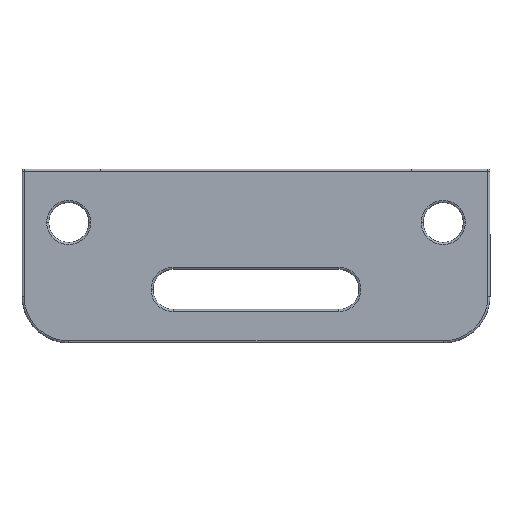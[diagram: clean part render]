
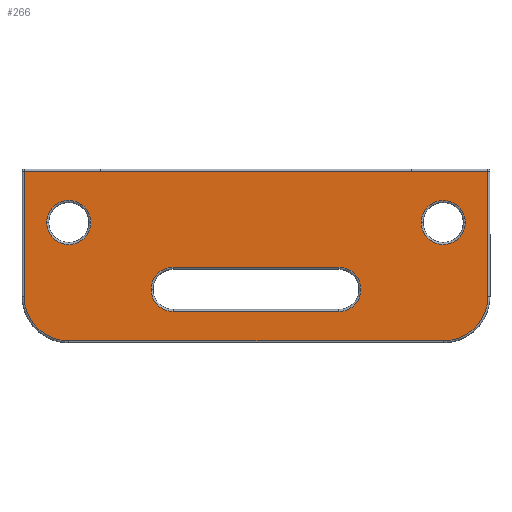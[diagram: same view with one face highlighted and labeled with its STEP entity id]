
A CAD part, top view. The second image highlights one B-rep face of the part: STEP entity #266.
In plain terms, the highlighted planar face has unit normal (0, 0, 1).
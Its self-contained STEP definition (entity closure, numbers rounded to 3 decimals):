
#10 = CARTESIAN_POINT ( 'NONE',  ( -17.35, 8.493, 5. ) ) ;
#12 = EDGE_CURVE ( 'NONE', #187, #760, #322, .T. ) ;
#50 = EDGE_CURVE ( 'NONE', #1550, #310, #1645, .T. ) ;
#55 = DIRECTION ( 'NONE',  ( -1., 0., 0. ) ) ;
#63 = EDGE_CURVE ( 'NONE', #1668, #1311, #117, .T. ) ;
#68 = ORIENTED_EDGE ( 'NONE', *, *, #402, .T. ) ;
#72 = EDGE_CURVE ( 'NONE', #256, #612, #533, .T. ) ;
#79 = LINE ( 'NONE', #581, #1448 ) ;
#85 = AXIS2_PLACEMENT_3D ( 'NONE', #1032, #766, #255 ) ;
#96 = EDGE_CURVE ( 'NONE', #1655, #1229, #496, .T. ) ;
#100 = CIRCLE ( 'NONE', #85, 1.65 ) ;
#105 = EDGE_CURVE ( 'NONE', #612, #256, #799, .T. ) ;
#117 = CIRCLE ( 'NONE', #1006, 1.65 ) ;
#130 = AXIS2_PLACEMENT_3D ( 'NONE', #961, #690, #705 ) ;
#132 = CARTESIAN_POINT ( 'NONE',  ( -12.35, -10., 5. ) ) ;
#141 = ORIENTED_EDGE ( 'NONE', *, *, #1502, .T. ) ;
#145 = EDGE_CURVE ( 'NONE', #310, #1550, #556, .T. ) ;
#154 = VECTOR ( 'NONE', #452, 1000. ) ;
#175 = CIRCLE ( 'NONE', #805, 1.65 ) ;
#187 = VERTEX_POINT ( 'NONE', #363 ) ;
#198 = VERTEX_POINT ( 'NONE', #486 ) ;
#207 = DIRECTION ( 'NONE',  ( -1., 0., 0. ) ) ;
#213 = DIRECTION ( 'NONE',  ( 1., 0., 0. ) ) ;
#216 = LINE ( 'NONE', #10, #1103 ) ;
#219 = LINE ( 'NONE', #1316, #342 ) ;
#224 = AXIS2_PLACEMENT_3D ( 'NONE', #730, #594, #1396 ) ;
#229 = EDGE_CURVE ( 'NONE', #483, #366, #1040, .T. ) ;
#255 = DIRECTION ( 'NONE',  ( -1., 0., 0. ) ) ;
#256 = VERTEX_POINT ( 'NONE', #733 ) ;
#261 = DIRECTION ( 'NONE',  ( 0., 0., -1. ) ) ;
#266 = ADVANCED_FACE ( 'NONE', ( #736, #478, #1643, #319 ), #873, .F. ) ;
#279 = ORIENTED_EDGE ( 'NONE', *, *, #12, .T. ) ;
#310 = VERTEX_POINT ( 'NONE', #369 ) ;
#311 = CARTESIAN_POINT ( 'NONE',  ( 11.65, -6.15, 5. ) ) ;
#319 = FACE_OUTER_BOUND ( 'NONE', #1289, .T. ) ;
#320 = EDGE_CURVE ( 'NONE', #760, #1655, #912, .T. ) ;
#321 = LINE ( 'NONE', #1087, #1298 ) ;
#322 = LINE ( 'NONE', #311, #1390 ) ;
#323 = AXIS2_PLACEMENT_3D ( 'NONE', #1169, #1424, #886 ) ;
#326 = VERTEX_POINT ( 'NONE', #987 ) ;
#331 = CARTESIAN_POINT ( 'NONE',  ( 6.2, -16.65, 5. ) ) ;
#342 = VECTOR ( 'NONE', #542, 1000. ) ;
#343 = DIRECTION ( 'NONE',  ( 0., 0., -1. ) ) ;
#349 = ORIENTED_EDGE ( 'NONE', *, *, #1257, .T. ) ;
#363 = CARTESIAN_POINT ( 'NONE',  ( 17.35, -6.15, 5. ) ) ;
#366 = VERTEX_POINT ( 'NONE', #517 ) ;
#367 = ORIENTED_EDGE ( 'NONE', *, *, #1177, .T. ) ;
#369 = CARTESIAN_POINT ( 'NONE',  ( -15.65, -10., 5. ) ) ;
#372 = CARTESIAN_POINT ( 'NONE',  ( -11.5, -6.15, 5. ) ) ;
#389 = CARTESIAN_POINT ( 'NONE',  ( -6.2, -15., 5. ) ) ;
#393 = DIRECTION ( 'NONE',  ( -1., 0., 0. ) ) ;
#402 = EDGE_CURVE ( 'NONE', #742, #326, #100, .T. ) ;
#421 = VERTEX_POINT ( 'NONE', #1522 ) ;
#445 = CARTESIAN_POINT ( 'NONE',  ( -14., -10., 5. ) ) ;
#452 = DIRECTION ( 'NONE',  ( -1., 0., 0. ) ) ;
#466 = ORIENTED_EDGE ( 'NONE', *, *, #923, .T. ) ;
#467 = EDGE_LOOP ( 'NONE', ( #68, #141, #1378, #763, #367 ) ) ;
#468 = CARTESIAN_POINT ( 'NONE',  ( -14., -15.5, 5. ) ) ;
#469 = ORIENTED_EDGE ( 'NONE', *, *, #72, .T. ) ;
#478 = FACE_BOUND ( 'NONE', #467, .T. ) ;
#483 = VERTEX_POINT ( 'NONE', #1294 ) ;
#486 = CARTESIAN_POINT ( 'NONE',  ( 17.35, -15.5, 5. ) ) ;
#496 = LINE ( 'NONE', #567, #154 ) ;
#517 = CARTESIAN_POINT ( 'NONE',  ( 14., -18.85, 5. ) ) ;
#518 = VECTOR ( 'NONE', #1399, 1000. ) ;
#521 = VERTEX_POINT ( 'NONE', #526 ) ;
#523 = ORIENTED_EDGE ( 'NONE', *, *, #1475, .T. ) ;
#526 = CARTESIAN_POINT ( 'NONE',  ( -6.2, -13.35, 5. ) ) ;
#533 = CIRCLE ( 'NONE', #562, 1.65 ) ;
#542 = DIRECTION ( 'NONE',  ( 0., 1., 0. ) ) ;
#556 = CIRCLE ( 'NONE', #1519, 1.65 ) ;
#562 = AXIS2_PLACEMENT_3D ( 'NONE', #972, #833, #207 ) ;
#567 = CARTESIAN_POINT ( 'NONE',  ( -17.35, -6.15, 5. ) ) ;
#570 = CIRCLE ( 'NONE', #1156, 3.35 ) ;
#579 = ORIENTED_EDGE ( 'NONE', *, *, #96, .T. ) ;
#581 = CARTESIAN_POINT ( 'NONE',  ( 6.2, -13.35, 5. ) ) ;
#584 = DIRECTION ( 'NONE',  ( 0., 0., 1. ) ) ;
#594 = DIRECTION ( 'NONE',  ( 0., 0., -1. ) ) ;
#612 = VERTEX_POINT ( 'NONE', #818 ) ;
#667 = DIRECTION ( 'NONE',  ( -1., 0., 0. ) ) ;
#690 = DIRECTION ( 'NONE',  ( 0., 0., -1. ) ) ;
#705 = DIRECTION ( 'NONE',  ( -1., 0., 0. ) ) ;
#728 = CARTESIAN_POINT ( 'NONE',  ( 11.65, -6.15, 5. ) ) ;
#730 = CARTESIAN_POINT ( 'NONE',  ( 0., 8.493, 5. ) ) ;
#733 = CARTESIAN_POINT ( 'NONE',  ( 12.35, -10., 5. ) ) ;
#736 = FACE_BOUND ( 'NONE', #1614, .T. ) ;
#739 = EDGE_LOOP ( 'NONE', ( #469, #1410 ) ) ;
#742 = VERTEX_POINT ( 'NONE', #1371 ) ;
#758 = ORIENTED_EDGE ( 'NONE', *, *, #1091, .T. ) ;
#760 = VERTEX_POINT ( 'NONE', #728 ) ;
#763 = ORIENTED_EDGE ( 'NONE', *, *, #63, .T. ) ;
#764 = EDGE_CURVE ( 'NONE', #521, #1668, #79, .T. ) ;
#766 = DIRECTION ( 'NONE',  ( 0., 0., -1. ) ) ;
#799 = CIRCLE ( 'NONE', #130, 1.65 ) ;
#805 = AXIS2_PLACEMENT_3D ( 'NONE', #389, #261, #393 ) ;
#818 = CARTESIAN_POINT ( 'NONE',  ( 15.65, -10., 5. ) ) ;
#833 = DIRECTION ( 'NONE',  ( 0., 0., -1. ) ) ;
#873 = PLANE ( 'NONE',  #224 ) ;
#882 = DIRECTION ( 'NONE',  ( 0., -1., 0. ) ) ;
#886 = DIRECTION ( 'NONE',  ( -1., 0., 0. ) ) ;
#912 = LINE ( 'NONE', #372, #518 ) ;
#923 = EDGE_CURVE ( 'NONE', #1229, #421, #216, .T. ) ;
#961 = CARTESIAN_POINT ( 'NONE',  ( 14., -10., 5. ) ) ;
#966 = DIRECTION ( 'NONE',  ( -1., 0., 0. ) ) ;
#972 = CARTESIAN_POINT ( 'NONE',  ( 14., -10., 5. ) ) ;
#987 = CARTESIAN_POINT ( 'NONE',  ( -7.85, -15., 5. ) ) ;
#1005 = ORIENTED_EDGE ( 'NONE', *, *, #50, .T. ) ;
#1006 = AXIS2_PLACEMENT_3D ( 'NONE', #1218, #1621, #1480 ) ;
#1032 = CARTESIAN_POINT ( 'NONE',  ( -6.2, -15., 5. ) ) ;
#1040 = LINE ( 'NONE', #1264, #1278 ) ;
#1052 = CARTESIAN_POINT ( 'NONE',  ( 6.2, -13.35, 5. ) ) ;
#1079 = DIRECTION ( 'NONE',  ( -1., 0., 0. ) ) ;
#1087 = CARTESIAN_POINT ( 'NONE',  ( -6.2, -16.65, 5. ) ) ;
#1091 = EDGE_CURVE ( 'NONE', #198, #187, #219, .T. ) ;
#1103 = VECTOR ( 'NONE', #882, 1000. ) ;
#1128 = DIRECTION ( 'NONE',  ( 1., 0., 0. ) ) ;
#1151 = ORIENTED_EDGE ( 'NONE', *, *, #229, .T. ) ;
#1156 = AXIS2_PLACEMENT_3D ( 'NONE', #468, #584, #966 ) ;
#1169 = CARTESIAN_POINT ( 'NONE',  ( 14., -15.5, 5. ) ) ;
#1177 = EDGE_CURVE ( 'NONE', #1311, #742, #321, .T. ) ;
#1200 = CARTESIAN_POINT ( 'NONE',  ( -17.35, -6.15, 5. ) ) ;
#1218 = CARTESIAN_POINT ( 'NONE',  ( 6.2, -15., 5. ) ) ;
#1229 = VERTEX_POINT ( 'NONE', #1200 ) ;
#1248 = ORIENTED_EDGE ( 'NONE', *, *, #320, .T. ) ;
#1257 = EDGE_CURVE ( 'NONE', #421, #483, #570, .T. ) ;
#1264 = CARTESIAN_POINT ( 'NONE',  ( 0., -18.85, 5. ) ) ;
#1278 = VECTOR ( 'NONE', #1128, 1000. ) ;
#1289 = EDGE_LOOP ( 'NONE', ( #758, #279, #1248, #579, #466, #349, #1151, #523 ) ) ;
#1294 = CARTESIAN_POINT ( 'NONE',  ( -14., -18.85, 5. ) ) ;
#1298 = VECTOR ( 'NONE', #1079, 1000. ) ;
#1311 = VERTEX_POINT ( 'NONE', #331 ) ;
#1316 = CARTESIAN_POINT ( 'NONE',  ( 17.35, 8.493, 5. ) ) ;
#1341 = DIRECTION ( 'NONE',  ( 0., 0., -1. ) ) ;
#1371 = CARTESIAN_POINT ( 'NONE',  ( -6.2, -16.65, 5. ) ) ;
#1378 = ORIENTED_EDGE ( 'NONE', *, *, #764, .T. ) ;
#1390 = VECTOR ( 'NONE', #55, 1000. ) ;
#1396 = DIRECTION ( 'NONE',  ( -1., 0., 0. ) ) ;
#1399 = DIRECTION ( 'NONE',  ( -1., 0., 0. ) ) ;
#1410 = ORIENTED_EDGE ( 'NONE', *, *, #105, .T. ) ;
#1424 = DIRECTION ( 'NONE',  ( 0., 0., 1. ) ) ;
#1448 = VECTOR ( 'NONE', #213, 1000. ) ;
#1465 = AXIS2_PLACEMENT_3D ( 'NONE', #445, #1341, #667 ) ;
#1475 = EDGE_CURVE ( 'NONE', #366, #198, #1587, .T. ) ;
#1480 = DIRECTION ( 'NONE',  ( -1., 0., 0. ) ) ;
#1481 = CARTESIAN_POINT ( 'NONE',  ( -11.65, -6.15, 5. ) ) ;
#1489 = CARTESIAN_POINT ( 'NONE',  ( -14., -10., 5. ) ) ;
#1502 = EDGE_CURVE ( 'NONE', #326, #521, #175, .T. ) ;
#1519 = AXIS2_PLACEMENT_3D ( 'NONE', #1489, #343, #1613 ) ;
#1522 = CARTESIAN_POINT ( 'NONE',  ( -17.35, -15.5, 5. ) ) ;
#1550 = VERTEX_POINT ( 'NONE', #132 ) ;
#1587 = CIRCLE ( 'NONE', #323, 3.35 ) ;
#1593 = ORIENTED_EDGE ( 'NONE', *, *, #145, .T. ) ;
#1613 = DIRECTION ( 'NONE',  ( -1., 0., 0. ) ) ;
#1614 = EDGE_LOOP ( 'NONE', ( #1593, #1005 ) ) ;
#1621 = DIRECTION ( 'NONE',  ( 0., 0., -1. ) ) ;
#1643 = FACE_BOUND ( 'NONE', #739, .T. ) ;
#1645 = CIRCLE ( 'NONE', #1465, 1.65 ) ;
#1655 = VERTEX_POINT ( 'NONE', #1481 ) ;
#1668 = VERTEX_POINT ( 'NONE', #1052 ) ;
